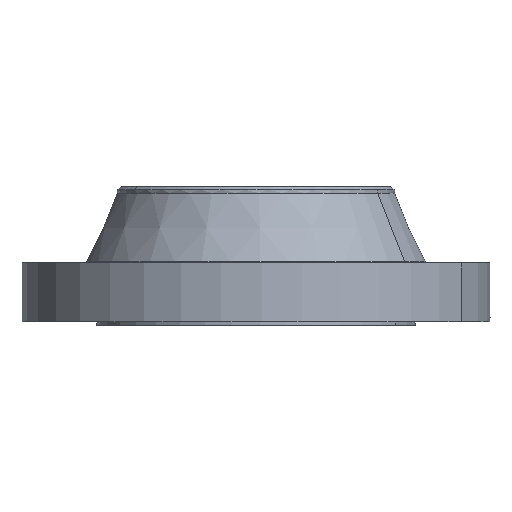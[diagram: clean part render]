
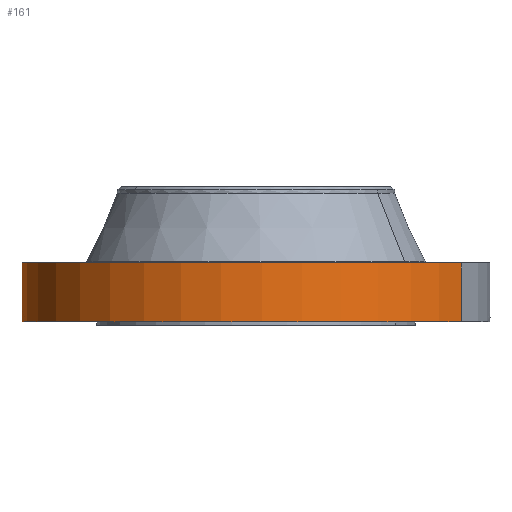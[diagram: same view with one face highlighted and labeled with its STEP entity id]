
A CAD part, left-side view. The second image highlights one B-rep face of the part: STEP entity #161.
In plain terms, the highlighted cylindrical face has radius 428.625 mm (diameter 857.25 mm), a partial arc.
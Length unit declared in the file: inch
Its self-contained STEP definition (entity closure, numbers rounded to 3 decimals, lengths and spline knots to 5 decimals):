
#38=AXIS2_PLACEMENT_3D('Cylinder Axis2P3D',#35,#36,#37) ;
#42=AXIS2_PLACEMENT_3D('Circle Axis2P3D',#40,#41,$) ;
#58=AXIS2_PLACEMENT_3D('Circle Axis2P3D',#56,#57,$) ;
#35=CARTESIAN_POINT('Axis2P3D Location',(0.,0.,5.)) ;
#40=CARTESIAN_POINT('Axis2P3D Location',(0.,0.,0.25)) ;
#44=CARTESIAN_POINT('Vertex',(-8.09031,-14.80921,0.25)) ;
#46=CARTESIAN_POINT('Vertex',(8.09031,14.80921,0.25)) ;
#49=CARTESIAN_POINT('Line Origine',(-8.09031,-14.80921,2.375)) ;
#53=CARTESIAN_POINT('Vertex',(-8.09031,-14.80921,4.5)) ;
#56=CARTESIAN_POINT('Axis2P3D Location',(0.,0.,4.5)) ;
#60=CARTESIAN_POINT('Vertex',(8.09031,14.80921,4.5)) ;
#63=CARTESIAN_POINT('Line Origine',(8.09031,14.80921,2.375)) ;
#75=CARTESIAN_POINT('Control Point',(-0.00072,16.875,1.29412)) ;
#76=CARTESIAN_POINT('Control Point',(-0.01886,16.875,1.29408)) ;
#77=CARTESIAN_POINT('Control Point',(-0.037,16.87497,1.29265)) ;
#78=CARTESIAN_POINT('Control Point',(-0.05492,16.87491,1.28983)) ;
#79=CARTESIAN_POINT('Vertex',(-0.00072,16.875,1.29412)) ;
#81=CARTESIAN_POINT('Vertex',(-0.05491,16.87491,1.28983)) ;
#85=CARTESIAN_POINT('Control Point',(-0.05491,16.87491,1.28983)) ;
#86=CARTESIAN_POINT('Control Point',(-0.09549,16.87478,1.28547)) ;
#87=CARTESIAN_POINT('Control Point',(-0.13545,16.8745,1.27372)) ;
#88=CARTESIAN_POINT('Control Point',(-0.17227,16.87412,1.25537)) ;
#89=CARTESIAN_POINT('Vertex',(-0.17227,16.87412,1.25537)) ;
#93=CARTESIAN_POINT('Control Point',(-0.03112,16.87497,0.5312)) ;
#94=CARTESIAN_POINT('Control Point',(-0.0717,16.8749,0.53633)) ;
#95=CARTESIAN_POINT('Control Point',(-0.11148,16.8747,0.54672)) ;
#96=CARTESIAN_POINT('Control Point',(-0.14954,16.8744,0.5622)) ;
#97=CARTESIAN_POINT('Control Point',(-0.23936,16.87343,0.61317)) ;
#98=CARTESIAN_POINT('Control Point',(-0.30846,16.87225,0.69001)) ;
#99=CARTESIAN_POINT('Control Point',(-0.34033,16.87159,0.74376)) ;
#100=CARTESIAN_POINT('Control Point',(-0.37494,16.87084,0.84107)) ;
#101=CARTESIAN_POINT('Control Point',(-0.37732,16.87078,0.94237)) ;
#102=CARTESIAN_POINT('Control Point',(-0.37295,16.87088,0.98293)) ;
#103=CARTESIAN_POINT('Control Point',(-0.3504,16.87138,1.0757)) ;
#104=CARTESIAN_POINT('Control Point',(-0.30067,16.87236,1.15726)) ;
#105=CARTESIAN_POINT('Control Point',(-0.26381,16.87302,1.19834)) ;
#106=CARTESIAN_POINT('Control Point',(-0.22023,16.87363,1.23147)) ;
#107=CARTESIAN_POINT('Control Point',(-0.17227,16.87412,1.25537)) ;
#108=CARTESIAN_POINT('Vertex',(-0.03112,16.87497,0.5312)) ;
#112=CARTESIAN_POINT('Control Point',(-0.03112,16.87497,0.5312)) ;
#113=CARTESIAN_POINT('Control Point',(-0.02074,16.87499,0.53088)) ;
#114=CARTESIAN_POINT('Control Point',(-0.01036,16.875,0.53094)) ;
#115=CARTESIAN_POINT('Control Point',(0.,16.875,0.53137)) ;
#116=CARTESIAN_POINT('Vertex',(0.,16.875,0.53137)) ;
#120=CARTESIAN_POINT('Control Point',(0.19254,16.8739,0.58757)) ;
#121=CARTESIAN_POINT('Control Point',(0.14897,16.8744,0.56213)) ;
#122=CARTESIAN_POINT('Control Point',(0.10111,16.8748,0.54381)) ;
#123=CARTESIAN_POINT('Control Point',(0.0508,16.875,0.53353)) ;
#124=CARTESIAN_POINT('Control Point',(0.,16.875,0.53137)) ;
#125=CARTESIAN_POINT('Vertex',(0.19254,16.8739,0.58757)) ;
#129=CARTESIAN_POINT('Control Point',(0.19254,16.8739,0.58757)) ;
#130=CARTESIAN_POINT('Control Point',(0.24931,16.87325,0.62071)) ;
#131=CARTESIAN_POINT('Control Point',(0.29926,16.87245,0.66518)) ;
#132=CARTESIAN_POINT('Control Point',(0.33925,16.87163,0.71938)) ;
#133=CARTESIAN_POINT('Control Point',(0.38325,16.87066,0.81765)) ;
#134=CARTESIAN_POINT('Control Point',(0.39165,16.87045,0.92293)) ;
#135=CARTESIAN_POINT('Control Point',(0.38948,16.87051,0.96313)) ;
#136=CARTESIAN_POINT('Control Point',(0.36988,16.87096,1.06614)) ;
#137=CARTESIAN_POINT('Control Point',(0.31634,16.87209,1.15689)) ;
#138=CARTESIAN_POINT('Control Point',(0.27181,16.87293,1.20451)) ;
#139=CARTESIAN_POINT('Control Point',(0.19095,16.87408,1.26057)) ;
#140=CARTESIAN_POINT('Control Point',(0.09893,16.87476,1.28784)) ;
#141=CARTESIAN_POINT('Control Point',(0.06603,16.87492,1.29368)) ;
#142=CARTESIAN_POINT('Control Point',(0.03286,16.875,1.29577)) ;
#143=CARTESIAN_POINT('Control Point',(-0.00003,16.875,1.29415)) ;
#144=CARTESIAN_POINT('Vertex',(-0.00003,16.875,1.29415)) ;
#148=CARTESIAN_POINT('Control Point',(-0.00072,16.875,1.29412)) ;
#149=CARTESIAN_POINT('Control Point',(-0.00037,16.875,1.29414)) ;
#150=CARTESIAN_POINT('Control Point',(-0.00003,16.875,1.29415)) ;
#36=DIRECTION('Axis2P3D Direction',(0.,0.,-0.039)) ;
#37=DIRECTION('Axis2P3D XDirection',(0.019,0.035,0.)) ;
#41=DIRECTION('Axis2P3D Direction',(0.,0.,-0.039)) ;
#50=DIRECTION('Vector Direction',(0.,0.,-0.039)) ;
#57=DIRECTION('Axis2P3D Direction',(0.,0.,-0.039)) ;
#64=DIRECTION('Vector Direction',(0.,0.,-0.039)) ;
#51=VECTOR('Line Direction',#50,0.03937) ;
#65=VECTOR('Line Direction',#64,0.03937) ;
#69=ORIENTED_EDGE('',*,*,#48,.F.) ;
#70=ORIENTED_EDGE('',*,*,#55,.T.) ;
#71=ORIENTED_EDGE('',*,*,#62,.T.) ;
#72=ORIENTED_EDGE('',*,*,#67,.F.) ;
#153=ORIENTED_EDGE('',*,*,#83,.T.) ;
#154=ORIENTED_EDGE('',*,*,#91,.T.) ;
#155=ORIENTED_EDGE('',*,*,#110,.F.) ;
#156=ORIENTED_EDGE('',*,*,#118,.T.) ;
#157=ORIENTED_EDGE('',*,*,#127,.F.) ;
#158=ORIENTED_EDGE('',*,*,#146,.T.) ;
#159=ORIENTED_EDGE('',*,*,#151,.F.) ;
#160=FACE_BOUND('',#152,.T.) ;
#161=ADVANCED_FACE('PartBody',(#73,#160),#39,.T.) ;
#74=B_SPLINE_CURVE_WITH_KNOTS('',3,(#75,#76,#77,#78),.UNSPECIFIED.,.F.,.U.,(4,4),(34.61671,36.62948),.UNSPECIFIED.) ;
#84=B_SPLINE_CURVE_WITH_KNOTS('',3,(#85,#86,#87,#88),.UNSPECIFIED.,.F.,.U.,(4,4),(0.,4.58603),.UNSPECIFIED.) ;
#92=B_SPLINE_CURVE_WITH_KNOTS('',5,(#93,#94,#95,#96,#97,#98,#99,#100,#101,#102,#103,#104,#105,#106,#107),.UNSPECIFIED.,.F.,.U.,(6,3,3,3,6),(0.,7.10841,17.99659,25.34247,35.29663),.UNSPECIFIED.) ;
#111=B_SPLINE_CURVE_WITH_KNOTS('',3,(#112,#113,#114,#115),.UNSPECIFIED.,.F.,.U.,(4,4),(0.,1.08252),.UNSPECIFIED.) ;
#119=B_SPLINE_CURVE_WITH_KNOTS('',4,(#120,#121,#122,#123,#124),.UNSPECIFIED.,.F.,.U.,(5,5),(0.,7.07901),.UNSPECIFIED.) ;
#128=B_SPLINE_CURVE_WITH_KNOTS('',5,(#129,#130,#131,#132,#133,#134,#135,#136,#137,#138,#139,#140,#141,#142,#143),.UNSPECIFIED.,.F.,.U.,(6,3,3,3,6),(0.,11.53006,18.62265,30.1178,36.2655),.UNSPECIFIED.) ;
#147=B_SPLINE_CURVE_WITH_KNOTS('',2,(#148,#149,#150),.UNSPECIFIED.,.F.,.U.,(3,3),(1.0188,1.04459),.UNSPECIFIED.) ;
#43=CIRCLE('generated circle',#42,16.875) ;
#59=CIRCLE('generated circle',#58,16.875) ;
#39=CYLINDRICAL_SURFACE('generated cylinder',#38,16.875) ;
#48=EDGE_CURVE('',#45,#47,#43,.T.) ;
#55=EDGE_CURVE('',#45,#54,#52,.F.) ;
#62=EDGE_CURVE('',#54,#61,#59,.T.) ;
#67=EDGE_CURVE('',#47,#61,#66,.F.) ;
#83=EDGE_CURVE('',#80,#82,#74,.T.) ;
#91=EDGE_CURVE('',#82,#90,#84,.T.) ;
#110=EDGE_CURVE('',#109,#90,#92,.T.) ;
#118=EDGE_CURVE('',#109,#117,#111,.T.) ;
#127=EDGE_CURVE('',#126,#117,#119,.T.) ;
#146=EDGE_CURVE('',#126,#145,#128,.T.) ;
#151=EDGE_CURVE('',#80,#145,#147,.T.) ;
#68=EDGE_LOOP('',(#69,#70,#71,#72)) ;
#152=EDGE_LOOP('',(#153,#154,#155,#156,#157,#158,#159)) ;
#73=FACE_OUTER_BOUND('',#68,.T.) ;
#52=LINE('Line',#49,#51) ;
#66=LINE('Line',#63,#65) ;
#45=VERTEX_POINT('',#44) ;
#47=VERTEX_POINT('',#46) ;
#54=VERTEX_POINT('',#53) ;
#61=VERTEX_POINT('',#60) ;
#80=VERTEX_POINT('',#79) ;
#82=VERTEX_POINT('',#81) ;
#90=VERTEX_POINT('',#89) ;
#109=VERTEX_POINT('',#108) ;
#117=VERTEX_POINT('',#116) ;
#126=VERTEX_POINT('',#125) ;
#145=VERTEX_POINT('',#144) ;
